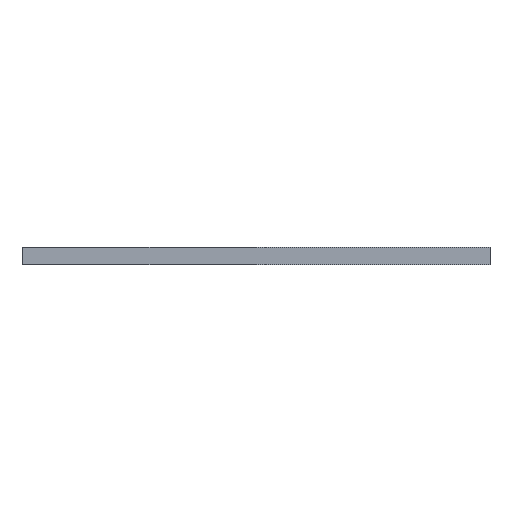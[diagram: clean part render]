
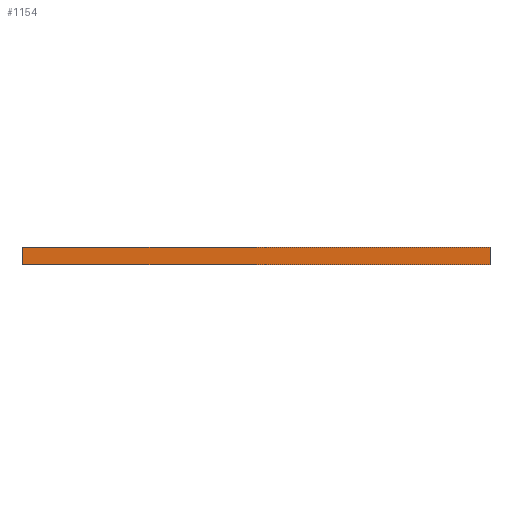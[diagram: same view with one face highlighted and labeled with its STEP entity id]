
A CAD part, left-side view. The second image highlights one B-rep face of the part: STEP entity #1154.
In plain terms, the highlighted planar face has unit normal (-1, 0, 0).
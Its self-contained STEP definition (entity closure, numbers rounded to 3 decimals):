
#76 = CARTESIAN_POINT ( 'NONE',  ( -22.4, -22.875, 0.85 ) ) ;
#150 = VECTOR ( 'NONE', #2059, 1000. ) ;
#197 = EDGE_CURVE ( 'NONE', #434, #499, #1627, .T. ) ;
#254 = CARTESIAN_POINT ( 'NONE',  ( -22.4, -22.875, -0.85 ) ) ;
#434 = VERTEX_POINT ( 'NONE', #1469 ) ;
#499 = VERTEX_POINT ( 'NONE', #2306 ) ;
#625 = AXIS2_PLACEMENT_3D ( 'NONE', #2818, #2776, #2533 ) ;
#677 = CARTESIAN_POINT ( 'NONE',  ( -22.4, 22.875, 0.85 ) ) ;
#820 = ORIENTED_EDGE ( 'NONE', *, *, #887, .F. ) ;
#887 = EDGE_CURVE ( 'NONE', #2440, #434, #1256, .T. ) ;
#1080 = VERTEX_POINT ( 'NONE', #1695 ) ;
#1081 = ORIENTED_EDGE ( 'NONE', *, *, #1423, .T. ) ;
#1154 = ADVANCED_FACE ( 'NONE', ( #1892 ), #3391, .T. ) ;
#1250 = EDGE_CURVE ( 'NONE', #1080, #499, #2708, .T. ) ;
#1256 = LINE ( 'NONE', #1543, #150 ) ;
#1280 = DIRECTION ( 'NONE',  ( 0., 0., -1. ) ) ;
#1423 = EDGE_CURVE ( 'NONE', #2440, #1080, #3515, .T. ) ;
#1455 = DIRECTION ( 'NONE',  ( 0., 1., 0. ) ) ;
#1469 = CARTESIAN_POINT ( 'NONE',  ( -22.4, -22.875, -0.85 ) ) ;
#1543 = CARTESIAN_POINT ( 'NONE',  ( -22.4, -22.875, 0.85 ) ) ;
#1627 = LINE ( 'NONE', #254, #2662 ) ;
#1658 = EDGE_LOOP ( 'NONE', ( #3275, #820, #1081, #2521 ) ) ;
#1672 = DIRECTION ( 'NONE',  ( 0., 1., 0. ) ) ;
#1695 = CARTESIAN_POINT ( 'NONE',  ( -22.4, 22.875, 0.85 ) ) ;
#1892 = FACE_OUTER_BOUND ( 'NONE', #1658, .T. ) ;
#2059 = DIRECTION ( 'NONE',  ( 0., 0., -1. ) ) ;
#2111 = VECTOR ( 'NONE', #1455, 1000. ) ;
#2306 = CARTESIAN_POINT ( 'NONE',  ( -22.4, 22.875, -0.85 ) ) ;
#2440 = VERTEX_POINT ( 'NONE', #3640 ) ;
#2521 = ORIENTED_EDGE ( 'NONE', *, *, #1250, .T. ) ;
#2533 = DIRECTION ( 'NONE',  ( 0., 0., 1. ) ) ;
#2662 = VECTOR ( 'NONE', #1672, 1000. ) ;
#2708 = LINE ( 'NONE', #677, #3152 ) ;
#2776 = DIRECTION ( 'NONE',  ( -1., 0., 0. ) ) ;
#2818 = CARTESIAN_POINT ( 'NONE',  ( -22.4, -22.875, 0.85 ) ) ;
#3152 = VECTOR ( 'NONE', #1280, 1000. ) ;
#3275 = ORIENTED_EDGE ( 'NONE', *, *, #197, .F. ) ;
#3391 = PLANE ( 'NONE',  #625 ) ;
#3515 = LINE ( 'NONE', #76, #2111 ) ;
#3640 = CARTESIAN_POINT ( 'NONE',  ( -22.4, -22.875, 0.85 ) ) ;
